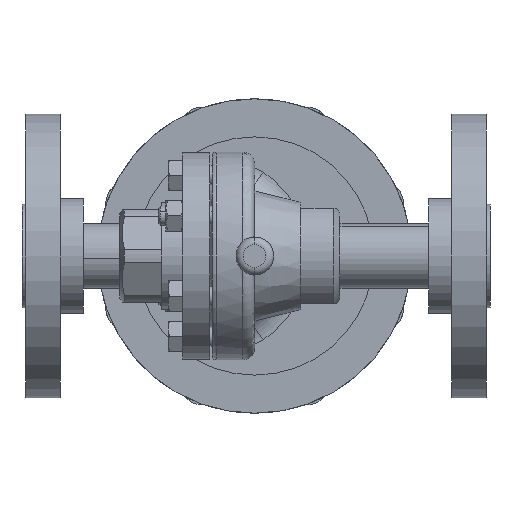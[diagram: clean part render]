
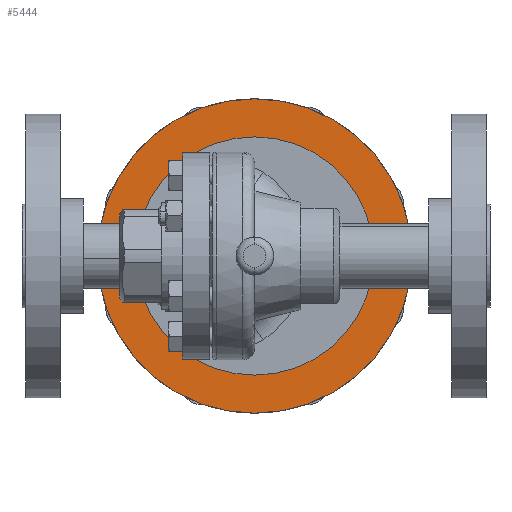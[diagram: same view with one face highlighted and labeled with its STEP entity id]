
A CAD part, front view. The second image highlights one B-rep face of the part: STEP entity #5444.
In plain terms, the highlighted planar face has unit normal (0, -1, 0).
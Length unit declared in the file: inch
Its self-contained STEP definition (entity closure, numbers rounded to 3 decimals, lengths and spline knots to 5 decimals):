
#191 = CIRCLE ( 'NONE', #14960, 2.56 ) ;
#447 = AXIS2_PLACEMENT_3D ( 'NONE', #4319, #1901, #5650 ) ;
#503 = CARTESIAN_POINT ( 'NONE',  ( 0., 2.05, 1.94 ) ) ;
#851 = VERTEX_POINT ( 'NONE', #3524 ) ;
#1290 = EDGE_LOOP ( 'NONE', ( #12886, #11736 ) ) ;
#1408 = CARTESIAN_POINT ( 'NONE',  ( 0., 2.05, 0. ) ) ;
#1881 = EDGE_CURVE ( 'NONE', #7202, #851, #8555, .T. ) ;
#1887 = EDGE_LOOP ( 'NONE', ( #14913, #12507 ) ) ;
#1901 = DIRECTION ( 'NONE',  ( 0., 1., 0. ) ) ;
#2037 = DIRECTION ( 'NONE',  ( 0., 0., -1. ) ) ;
#2163 = CIRCLE ( 'NONE', #8144, 1.94 ) ;
#3171 = CARTESIAN_POINT ( 'NONE',  ( 0., 2.05, 0. ) ) ;
#3524 = CARTESIAN_POINT ( 'NONE',  ( 0., 2.05, 2.56 ) ) ;
#3801 = EDGE_CURVE ( 'NONE', #851, #7202, #191, .T. ) ;
#4154 = EDGE_CURVE ( 'NONE', #14599, #8128, #5123, .T. ) ;
#4247 = DIRECTION ( 'NONE',  ( 0., 0., 1. ) ) ;
#4319 = CARTESIAN_POINT ( 'NONE',  ( 0., 2.05, 0. ) ) ;
#5123 = CIRCLE ( 'NONE', #9539, 1.94 ) ;
#5444 = ADVANCED_FACE ( 'NONE', ( #11777, #9326 ), #8481, .F. ) ;
#5650 = DIRECTION ( 'NONE',  ( 0., 0., 1. ) ) ;
#7202 = VERTEX_POINT ( 'NONE', #9254 ) ;
#7265 = DIRECTION ( 'NONE',  ( 0., 0., 1. ) ) ;
#8128 = VERTEX_POINT ( 'NONE', #503 ) ;
#8144 = AXIS2_PLACEMENT_3D ( 'NONE', #1408, #12146, #12204 ) ;
#8481 = PLANE ( 'NONE',  #9294 ) ;
#8555 = CIRCLE ( 'NONE', #447, 2.56 ) ;
#8904 = CARTESIAN_POINT ( 'NONE',  ( 0., 2.05, -1.94 ) ) ;
#9254 = CARTESIAN_POINT ( 'NONE',  ( 0., 2.05, -2.56 ) ) ;
#9294 = AXIS2_PLACEMENT_3D ( 'NONE', #9646, #14386, #7265 ) ;
#9326 = FACE_OUTER_BOUND ( 'NONE', #1290, .T. ) ;
#9539 = AXIS2_PLACEMENT_3D ( 'NONE', #15444, #15279, #2037 ) ;
#9646 = CARTESIAN_POINT ( 'NONE',  ( -2.565, 2.05, 0. ) ) ;
#10911 = EDGE_CURVE ( 'NONE', #8128, #14599, #2163, .T. ) ;
#11609 = DIRECTION ( 'NONE',  ( 0., 1., 0. ) ) ;
#11736 = ORIENTED_EDGE ( 'NONE', *, *, #3801, .F. ) ;
#11777 = FACE_BOUND ( 'NONE', #1887, .T. ) ;
#12146 = DIRECTION ( 'NONE',  ( 0., -1., 0. ) ) ;
#12204 = DIRECTION ( 'NONE',  ( 0., 0., -1. ) ) ;
#12507 = ORIENTED_EDGE ( 'NONE', *, *, #10911, .F. ) ;
#12886 = ORIENTED_EDGE ( 'NONE', *, *, #1881, .F. ) ;
#14386 = DIRECTION ( 'NONE',  ( 0., 1., 0. ) ) ;
#14599 = VERTEX_POINT ( 'NONE', #8904 ) ;
#14913 = ORIENTED_EDGE ( 'NONE', *, *, #4154, .F. ) ;
#14960 = AXIS2_PLACEMENT_3D ( 'NONE', #3171, #11609, #4247 ) ;
#15279 = DIRECTION ( 'NONE',  ( 0., -1., 0. ) ) ;
#15444 = CARTESIAN_POINT ( 'NONE',  ( 0., 2.05, 0. ) ) ;
